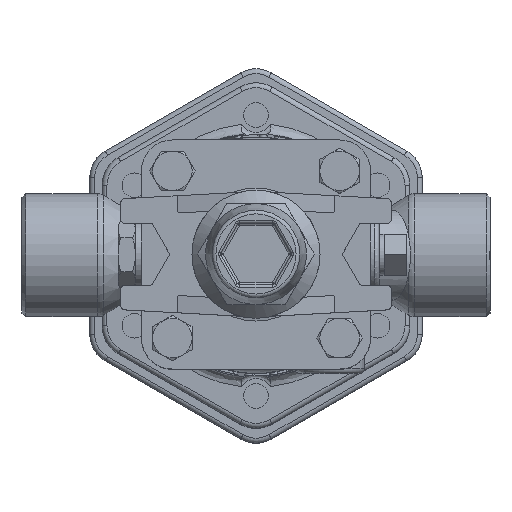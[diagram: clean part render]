
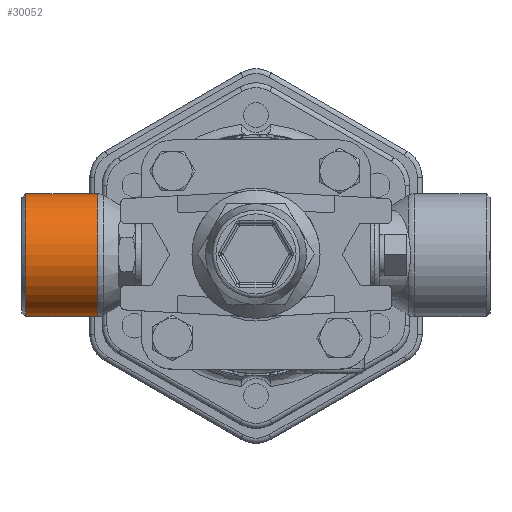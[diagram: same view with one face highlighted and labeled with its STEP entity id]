
A CAD part, top view. The second image highlights one B-rep face of the part: STEP entity #30052.
In plain terms, the highlighted cylindrical face has radius 25 mm (diameter 50 mm), a full revolution.
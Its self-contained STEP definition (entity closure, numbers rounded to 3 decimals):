
#30025=CARTESIAN_POINT('',(-79.,0.0,94.));
#30026=DIRECTION('',(-1.0,0.0,0.));
#30027=DIRECTION('',(0.0,0.0,1.0));
#30028=AXIS2_PLACEMENT_3D('',#30025,#30026,#30027);
#30029=CYLINDRICAL_SURFACE('',#30028,25.);
#30030=CARTESIAN_POINT('',(-64.34,0.,119.));
#30031=VERTEX_POINT('',#30030);
#30032=CARTESIAN_POINT('',(-64.34,0.0,94.));
#30033=DIRECTION('',(1.0,0.0,0.0));
#30034=DIRECTION('',(0.0,0.0,-1.0));
#30035=AXIS2_PLACEMENT_3D('',#30032,#30033,#30034);
#30036=CIRCLE('',#30035,25.);
#30037=EDGE_CURVE('',#30031,#30031,#30036,.T.);
#30038=ORIENTED_EDGE('',*,*,#30037,.F.);
#30039=EDGE_LOOP('',(#30038));
#30040=FACE_OUTER_BOUND('',#30039,.T.);
#30041=CARTESIAN_POINT('',(-93.5,0.,119.));
#30042=VERTEX_POINT('',#30041);
#30043=CARTESIAN_POINT('',(-93.5,0.0,94.0));
#30044=DIRECTION('',(-1.0,0.0,0.0));
#30045=DIRECTION('',(0.0,0.0,-1.0));
#30046=AXIS2_PLACEMENT_3D('',#30043,#30044,#30045);
#30047=CIRCLE('',#30046,25.);
#30048=EDGE_CURVE('',#30042,#30042,#30047,.T.);
#30049=ORIENTED_EDGE('',*,*,#30048,.F.);
#30050=EDGE_LOOP('',(#30049));
#30051=FACE_BOUND('',#30050,.T.);
#30052=ADVANCED_FACE('',(#30040,#30051),#30029,.T.);
